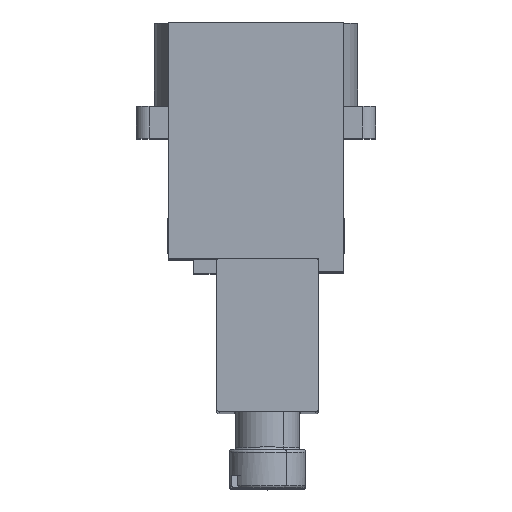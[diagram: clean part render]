
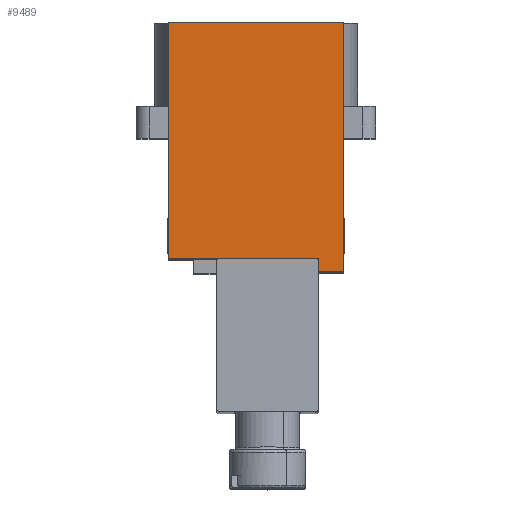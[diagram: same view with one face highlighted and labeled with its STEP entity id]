
A CAD part, top view. The second image highlights one B-rep face of the part: STEP entity #9489.
In plain terms, the highlighted face is planar.
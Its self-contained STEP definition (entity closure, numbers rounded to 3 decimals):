
#20 = VERTEX_POINT ( 'NONE', #18494 ) ;
#29 = DIRECTION ( 'NONE',  ( 0., 0., -1. ) ) ;
#321 = CARTESIAN_POINT ( 'NONE',  ( -34.5, 19.6, -4.9 ) ) ;
#482 = PLANE ( 'NONE',  #12382 ) ;
#1178 = ORIENTED_EDGE ( 'NONE', *, *, #5184, .F. ) ;
#1265 = CARTESIAN_POINT ( 'NONE',  ( -34.5, 19.6, -6.9 ) ) ;
#1568 = CARTESIAN_POINT ( 'NONE',  ( -34.5, 0., -6.9 ) ) ;
#1726 = CARTESIAN_POINT ( 'NONE',  ( -34.5, 18.6, 6.9 ) ) ;
#2382 = EDGE_CURVE ( 'NONE', #11500, #20, #9578, .T. ) ;
#3534 = DIRECTION ( 'NONE',  ( 0., 0., -1. ) ) ;
#4262 = LINE ( 'NONE', #20216, #17768 ) ;
#4388 = CARTESIAN_POINT ( 'NONE',  ( -34.5, 0., 6.9 ) ) ;
#4477 = ORIENTED_EDGE ( 'NONE', *, *, #2382, .T. ) ;
#5184 = EDGE_CURVE ( 'NONE', #20640, #11799, #7167, .T. ) ;
#5439 = EDGE_CURVE ( 'NONE', #16462, #20, #9869, .T. ) ;
#5612 = EDGE_CURVE ( 'NONE', #11064, #16462, #4262, .T. ) ;
#5668 = CARTESIAN_POINT ( 'NONE',  ( -34.5, 18.6, -4.9 ) ) ;
#6071 = ORIENTED_EDGE ( 'NONE', *, *, #10389, .F. ) ;
#6299 = CARTESIAN_POINT ( 'NONE',  ( -34.5, 19.6, -6.9 ) ) ;
#6974 = EDGE_LOOP ( 'NONE', ( #4477, #18894, #17279, #12625, #1178, #6071 ) ) ;
#7167 = LINE ( 'NONE', #321, #11050 ) ;
#7692 = LINE ( 'NONE', #1265, #19357 ) ;
#8315 = DIRECTION ( 'NONE',  ( 0., -1., 0. ) ) ;
#8737 = VECTOR ( 'NONE', #29, 1000. ) ;
#8761 = CARTESIAN_POINT ( 'NONE',  ( -34.5, 19.6, -4.9 ) ) ;
#9489 = ADVANCED_FACE ( 'NONE', ( #13401 ), #482, .F. ) ;
#9578 = LINE ( 'NONE', #1568, #16850 ) ;
#9869 = LINE ( 'NONE', #17710, #10067 ) ;
#10067 = VECTOR ( 'NONE', #10075, 1000. ) ;
#10075 = DIRECTION ( 'NONE',  ( 0., 0., -1. ) ) ;
#10389 = EDGE_CURVE ( 'NONE', #11500, #20640, #7692, .T. ) ;
#11050 = VECTOR ( 'NONE', #8315, 1000. ) ;
#11064 = VERTEX_POINT ( 'NONE', #18717 ) ;
#11500 = VERTEX_POINT ( 'NONE', #6299 ) ;
#11799 = VERTEX_POINT ( 'NONE', #5668 ) ;
#12382 = AXIS2_PLACEMENT_3D ( 'NONE', #18016, #17816, #3534 ) ;
#12519 = EDGE_CURVE ( 'NONE', #11064, #11799, #17578, .T. ) ;
#12625 = ORIENTED_EDGE ( 'NONE', *, *, #12519, .T. ) ;
#13401 = FACE_OUTER_BOUND ( 'NONE', #6974, .T. ) ;
#13984 = DIRECTION ( 'NONE',  ( 0., -1., 0. ) ) ;
#14232 = DIRECTION ( 'NONE',  ( 0., -1., 0. ) ) ;
#16462 = VERTEX_POINT ( 'NONE', #4388 ) ;
#16850 = VECTOR ( 'NONE', #13984, 1000. ) ;
#17279 = ORIENTED_EDGE ( 'NONE', *, *, #5612, .F. ) ;
#17578 = LINE ( 'NONE', #1726, #8737 ) ;
#17710 = CARTESIAN_POINT ( 'NONE',  ( -34.5, 0., 6.9 ) ) ;
#17768 = VECTOR ( 'NONE', #14232, 1000. ) ;
#17816 = DIRECTION ( 'NONE',  ( 1., 0., 0. ) ) ;
#18016 = CARTESIAN_POINT ( 'NONE',  ( -34.5, 0., 6.9 ) ) ;
#18494 = CARTESIAN_POINT ( 'NONE',  ( -34.5, 0., -6.9 ) ) ;
#18717 = CARTESIAN_POINT ( 'NONE',  ( -34.5, 18.6, 6.9 ) ) ;
#18894 = ORIENTED_EDGE ( 'NONE', *, *, #5439, .F. ) ;
#19092 = DIRECTION ( 'NONE',  ( 0., 0., 1. ) ) ;
#19357 = VECTOR ( 'NONE', #19092, 1000. ) ;
#20216 = CARTESIAN_POINT ( 'NONE',  ( -34.5, 0., 6.9 ) ) ;
#20640 = VERTEX_POINT ( 'NONE', #8761 ) ;
